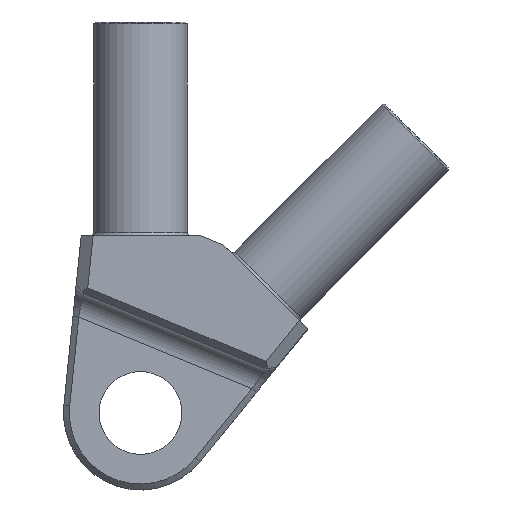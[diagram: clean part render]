
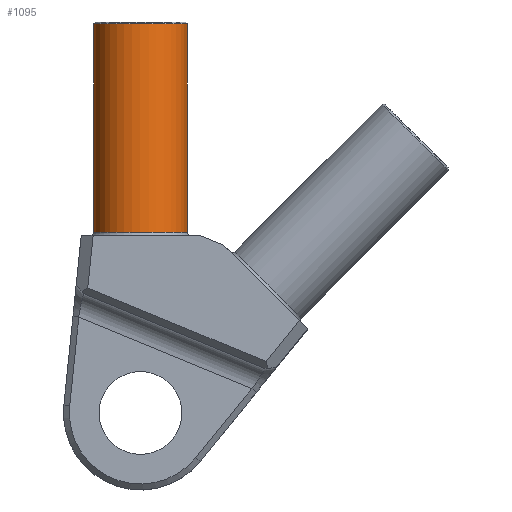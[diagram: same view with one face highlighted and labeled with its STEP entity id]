
A CAD part, top view. The second image highlights one B-rep face of the part: STEP entity #1095.
In plain terms, the highlighted cylindrical face has radius 7.9 mm (diameter 15.8 mm), a partial arc.
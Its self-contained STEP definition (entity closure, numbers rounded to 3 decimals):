
#615=CARTESIAN_POINT('Vertex',(-7.9,30.5,0.)) ;
#617=CARTESIAN_POINT('Vertex',(7.9,30.5,0.)) ;
#651=CARTESIAN_POINT('Axis2P3D Location',(0.,30.5,0.)) ;
#1053=CARTESIAN_POINT('Axis2P3D Location',(0.,48.,0.)) ;
#1058=CARTESIAN_POINT('Line Origine',(7.9,48.,0.)) ;
#1062=CARTESIAN_POINT('Vertex',(7.9,65.7,0.)) ;
#1065=CARTESIAN_POINT('Line Origine',(-7.9,48.,0.)) ;
#1069=CARTESIAN_POINT('Vertex',(-7.9,65.7,0.)) ;
#1084=CARTESIAN_POINT('Axis2P3D Location',(0.,65.7,0.)) ;
#652=DIRECTION('Axis2P3D Direction',(0.,1.,0.)) ;
#1054=DIRECTION('Axis2P3D Direction',(0.,1.,-0.)) ;
#1055=DIRECTION('Axis2P3D XDirection',(-1.,0.,0.)) ;
#1059=DIRECTION('Vector Direction',(0.,1.,0.)) ;
#1066=DIRECTION('Vector Direction',(0.,1.,0.)) ;
#1085=DIRECTION('Axis2P3D Direction',(0.,1.,-0.)) ;
#653=AXIS2_PLACEMENT_3D('Circle Axis2P3D',#651,#652,$) ;
#1056=AXIS2_PLACEMENT_3D('Cylinder Axis2P3D',#1053,#1054,#1055) ;
#1086=AXIS2_PLACEMENT_3D('Circle Axis2P3D',#1084,#1085,$) ;
#1090=ORIENTED_EDGE('',*,*,#1071,.F.) ;
#1091=ORIENTED_EDGE('',*,*,#655,.F.) ;
#1092=ORIENTED_EDGE('',*,*,#1064,.T.) ;
#1093=ORIENTED_EDGE('',*,*,#1088,.F.) ;
#1060=VECTOR('Line Direction',#1059,1.) ;
#1067=VECTOR('Line Direction',#1066,1.) ;
#1095=ADVANCED_FACE('Corps principal',(#1094),#1057,.T.) ;
#654=CIRCLE('generated circle',#653,7.9) ;
#1087=CIRCLE('generated circle',#1086,7.9) ;
#1057=CYLINDRICAL_SURFACE('generated cylinder',#1056,7.9) ;
#655=EDGE_CURVE('',#618,#616,#654,.F.) ;
#1064=EDGE_CURVE('',#618,#1063,#1061,.T.) ;
#1071=EDGE_CURVE('',#616,#1070,#1068,.T.) ;
#1088=EDGE_CURVE('',#1070,#1063,#1087,.T.) ;
#1089=EDGE_LOOP('',(#1090,#1091,#1092,#1093)) ;
#1094=FACE_OUTER_BOUND('',#1089,.T.) ;
#1061=LINE('Line',#1058,#1060) ;
#1068=LINE('Line',#1065,#1067) ;
#616=VERTEX_POINT('',#615) ;
#618=VERTEX_POINT('',#617) ;
#1063=VERTEX_POINT('',#1062) ;
#1070=VERTEX_POINT('',#1069) ;
